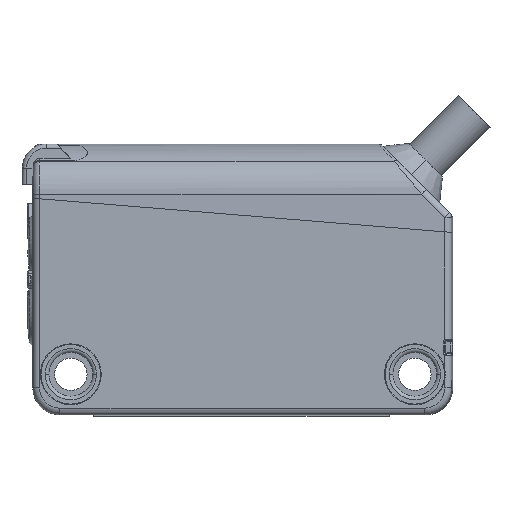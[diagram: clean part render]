
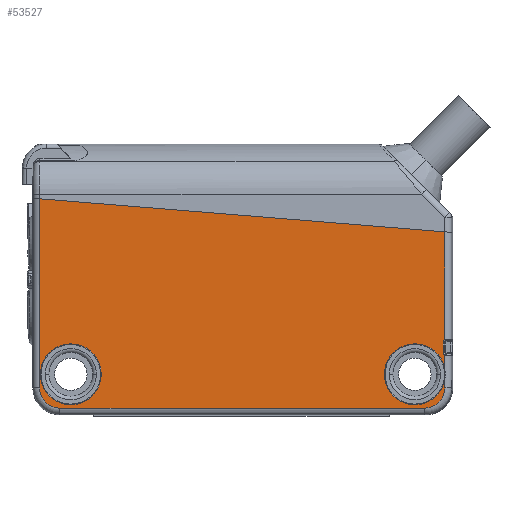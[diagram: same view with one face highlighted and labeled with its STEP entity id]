
A CAD part, left-side view. The second image highlights one B-rep face of the part: STEP entity #53527.
In plain terms, the highlighted planar face has unit normal (-1, 0, 0).
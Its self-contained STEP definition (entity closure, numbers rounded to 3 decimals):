
#46136=DIRECTION('',(0.,0.,-1.));
#46137=VECTOR('',#46136,13.959);
#46138=CARTESIAN_POINT('',(-5.5,29.2,0.147));
#46139=LINE('',#46138,#46137);
#46152=CARTESIAN_POINT('',(-5.5,-0.8,-10.412));
#46153=DIRECTION('',(-1.,0.,0.));
#46154=DIRECTION('',(0.,0.437,0.9));
#46155=AXIS2_PLACEMENT_3D('',#46152,#46153,#46154);
#46157=CARTESIAN_POINT('',(-5.5,-0.8,-11.212));
#46158=DIRECTION('',(-1.,0.,0.));
#46159=DIRECTION('',(0.,1.,0.));
#46160=AXIS2_PLACEMENT_3D('',#46157,#46158,#46159);
#46162=CARTESIAN_POINT('',(-5.5,1.5,-12.812));
#46163=DIRECTION('',(-1.,0.,0.));
#46164=DIRECTION('',(0.,-0.983,0.181));
#46165=AXIS2_PLACEMENT_3D('',#46162,#46163,#46164);
#46167=CARTESIAN_POINT('',(-5.5,1.5,-12.812));
#46168=DIRECTION('',(-1.,0.,0.));
#46169=DIRECTION('',(0.,0.,1.));
#46170=AXIS2_PLACEMENT_3D('',#46167,#46168,#46169);
#46172=CARTESIAN_POINT('',(-5.5,1.5,-12.812));
#46173=DIRECTION('',(-1.,0.,0.));
#46174=DIRECTION('',(0.,0.,-1.));
#46175=AXIS2_PLACEMENT_3D('',#46172,#46173,#46174);
#46177=CARTESIAN_POINT('',(-5.5,0.787,
-13.812));
#46178=DIRECTION('',(1.,0.,0.));
#46179=DIRECTION('',(0.,-1.,0.));
#46180=AXIS2_PLACEMENT_3D('',#46177,#46178,#46179);
#46182=CARTESIAN_POINT('',(-5.5,27.7,-13.812));
#46183=DIRECTION('',(1.,0.,0.));
#46184=DIRECTION('',(0.,0.,-1.));
#46185=AXIS2_PLACEMENT_3D('',#46182,#46183,#46184);
#46187=DIRECTION('',(0.,-0.997,-0.081));
#46188=VECTOR('',#46187,30.012);
#46189=CARTESIAN_POINT('',(-5.5,29.2,0.147));
#46190=LINE('',#46189,#46188);
#46191=CARTESIAN_POINT('',(-5.5,26.9,-12.812));
#46192=DIRECTION('',(-1.,0.,0.));
#46193=DIRECTION('',(0.,0.,1.));
#46194=AXIS2_PLACEMENT_3D('',#46191,#46192,#46193);
#46196=CARTESIAN_POINT('',(-5.5,26.9,-12.812));
#46197=DIRECTION('',(-1.,0.,0.));
#46198=DIRECTION('',(0.,0.,-1.));
#46199=AXIS2_PLACEMENT_3D('',#46196,#46197,#46198);
#46246=DIRECTION('',(0.,0.,1.));
#46247=VECTOR('',#46246,7.937);
#46248=CARTESIAN_POINT('',(-5.5,-0.713,
-10.232));
#46249=LINE('',#46248,#46247);
#46250=CARTESIAN_POINT('',(-5.5,-0.713,-2.295));
#46407=DIRECTION('',(0.,0.,1.));
#46408=VECTOR('',#46407,0.592);
#46409=CARTESIAN_POINT('',(-5.5,-0.713,
-13.812));
#46410=LINE('',#46409,#46408);
#46425=DIRECTION('',(0.,0.,1.));
#46426=VECTOR('',#46425,1.012);
#46427=CARTESIAN_POINT('',(-5.5,-0.713,-12.404));
#46428=LINE('',#46427,#46426);
#46463=DIRECTION('',(0.,0.,1.));
#46464=VECTOR('',#46463,0.8);
#46465=CARTESIAN_POINT('',(-5.5,-0.6,
-11.212));
#46466=LINE('',#46465,#46464);
#46522=DIRECTION('',(0.,-1.,0.));
#46523=VECTOR('',#46522,26.912);
#46524=CARTESIAN_POINT('',(-5.5,27.7,
-15.312));
#46525=LINE('',#46524,#46523);
#51047=VERTEX_POINT('',#46250);
#51048=CARTESIAN_POINT('',(-5.5,29.2,0.147));
#51049=VERTEX_POINT('',#51048);
#51248=CARTESIAN_POINT('',(-5.5,29.2,-13.812));
#51249=VERTEX_POINT('',#51248);
#51250=CARTESIAN_POINT('',(-5.5,-0.713,
-10.232));
#51251=CARTESIAN_POINT('',(-5.5,-0.6,
-10.412));
#51252=VERTEX_POINT('',#51250);
#51253=VERTEX_POINT('',#51251);
#51254=CARTESIAN_POINT('',(-5.5,-0.6,
-11.212));
#51255=VERTEX_POINT('',#51254);
#51256=CARTESIAN_POINT('',(-5.5,-0.713,
-11.392));
#51257=VERTEX_POINT('',#51256);
#51258=CARTESIAN_POINT('',(-5.5,-0.713,-12.404));
#51259=VERTEX_POINT('',#51258);
#51260=CARTESIAN_POINT('',(-5.5,1.5,-10.562));
#51261=VERTEX_POINT('',#51260);
#51262=CARTESIAN_POINT('',(-5.5,1.5,-15.062));
#51263=VERTEX_POINT('',#51262);
#51264=CARTESIAN_POINT('',(-5.5,-0.713,-13.221));
#51265=VERTEX_POINT('',#51264);
#51266=CARTESIAN_POINT('',(-5.5,-0.713,
-13.812));
#51267=VERTEX_POINT('',#51266);
#51268=CARTESIAN_POINT('',(-5.5,0.788,
-15.312));
#51269=VERTEX_POINT('',#51268);
#51270=CARTESIAN_POINT('',(-5.5,27.7,
-15.312));
#51271=VERTEX_POINT('',#51270);
#51272=CARTESIAN_POINT('',(-5.5,26.9,-10.562));
#51273=CARTESIAN_POINT('',(-5.5,26.9,-15.062));
#51274=VERTEX_POINT('',#51272);
#51275=VERTEX_POINT('',#51273);
#53488=CARTESIAN_POINT('',(-5.5,14.244,-7.583));
#53489=DIRECTION('',(1.,0.,0.));
#53490=DIRECTION('',(0.,-1.,0.));
#53491=AXIS2_PLACEMENT_3D('',#53488,#53489,#53490);
#53492=PLANE('',#53491);
#53494=ORIENTED_EDGE('',*,*,#53493,.T.);
#53496=ORIENTED_EDGE('',*,*,#53495,.F.);
#53498=ORIENTED_EDGE('',*,*,#53497,.T.);
#53500=ORIENTED_EDGE('',*,*,#53499,.F.);
#53502=ORIENTED_EDGE('',*,*,#53501,.T.);
#53504=ORIENTED_EDGE('',*,*,#53503,.T.);
#53506=ORIENTED_EDGE('',*,*,#53505,.T.);
#53508=ORIENTED_EDGE('',*,*,#53507,.F.);
#53510=ORIENTED_EDGE('',*,*,#53509,.T.);
#53512=ORIENTED_EDGE('',*,*,#53511,.F.);
#53514=ORIENTED_EDGE('',*,*,#53513,.T.);
#53515=ORIENTED_EDGE('',*,*,#53472,.F.);
#53516=ORIENTED_EDGE('',*,*,#53189,.T.);
#53518=ORIENTED_EDGE('',*,*,#53517,.F.);
#53519=EDGE_LOOP('',(#53494,#53496,#53498,#53500,#53502,#53504,#53506,#53508,
#53510,#53512,#53514,#53515,#53516,#53518));
#53520=FACE_OUTER_BOUND('',#53519,.F.);
#53522=ORIENTED_EDGE('',*,*,#53521,.T.);
#53524=ORIENTED_EDGE('',*,*,#53523,.T.);
#53525=EDGE_LOOP('',(#53522,#53524));
#53526=FACE_BOUND('',#53525,.F.);
#53527=ADVANCED_FACE('',(#53520,#53526),#53492,.F.);
#46156=CIRCLE('',#46155,0.2);
#46161=CIRCLE('',#46160,0.2);
#46166=CIRCLE('',#46165,2.25);
#46171=CIRCLE('',#46170,2.25);
#46176=CIRCLE('',#46175,2.25);
#46181=CIRCLE('',#46180,1.5);
#46186=CIRCLE('',#46185,1.5);
#46195=CIRCLE('',#46194,2.25);
#46200=CIRCLE('',#46199,2.25);
#53189=EDGE_CURVE('',#51049,#51047,#46190,.T.);
#53472=EDGE_CURVE('',#51049,#51249,#46139,.T.);
#53493=EDGE_CURVE('',#51252,#51253,#46156,.T.);
#53495=EDGE_CURVE('',#51255,#51253,#46466,.T.);
#53497=EDGE_CURVE('',#51255,#51257,#46161,.T.);
#53499=EDGE_CURVE('',#51259,#51257,#46428,.T.);
#53501=EDGE_CURVE('',#51259,#51261,#46166,.T.);
#53503=EDGE_CURVE('',#51261,#51263,#46171,.T.);
#53505=EDGE_CURVE('',#51263,#51265,#46176,.T.);
#53507=EDGE_CURVE('',#51267,#51265,#46410,.T.);
#53509=EDGE_CURVE('',#51267,#51269,#46181,.T.);
#53511=EDGE_CURVE('',#51271,#51269,#46525,.T.);
#53513=EDGE_CURVE('',#51271,#51249,#46186,.T.);
#53517=EDGE_CURVE('',#51252,#51047,#46249,.T.);
#53521=EDGE_CURVE('',#51274,#51275,#46195,.T.);
#53523=EDGE_CURVE('',#51275,#51274,#46200,.T.);
